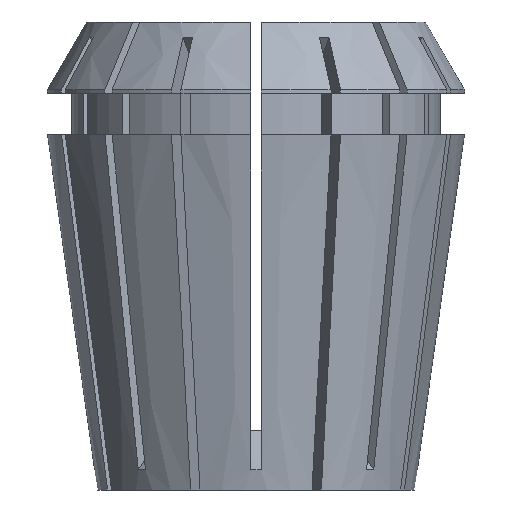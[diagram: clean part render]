
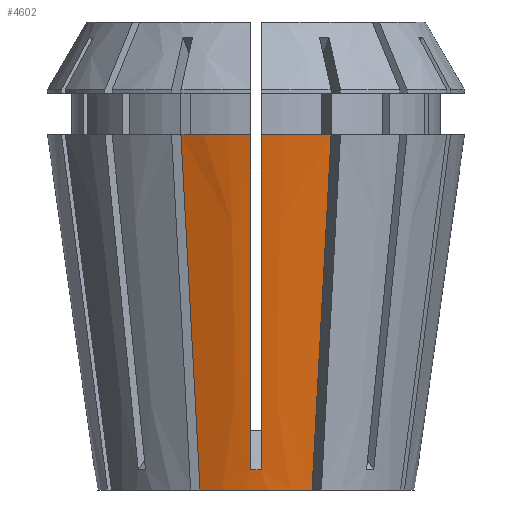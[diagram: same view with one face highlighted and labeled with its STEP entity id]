
A CAD part, left-side view. The second image highlights one B-rep face of the part: STEP entity #4602.
In plain terms, the highlighted conical face has half-angle 8 degrees and reference radius 15.595 mm.
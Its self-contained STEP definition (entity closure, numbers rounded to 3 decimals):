
#29 = CARTESIAN_POINT ( 'NONE',  ( -17.615, 6.755, 23.267 ) ) ;
#81 = DIRECTION ( 'NONE',  ( 0., 0., -1. ) ) ;
#83 = B_SPLINE_CURVE_WITH_KNOTS ( 'NONE', 3,
 ( #2251, #2270, #5147, #4385, #3196, #269, #3954, #1496, #2712, #3990 ),
 .UNSPECIFIED., .F., .F.,
 ( 4, 3, 3, 4 ),
 ( 0.074, 0.077, 0.105, 0.108 ),
 .UNSPECIFIED. ) ;
#84 = EDGE_LOOP ( 'NONE', ( #3419, #800, #1679, #2237, #2678, #734, #4826, #3538 ) ) ;
#131 = CARTESIAN_POINT ( 'NONE',  ( -14.592, -5.503, 0. ) ) ;
#190 = DIRECTION ( 'NONE',  ( 0., 0., 1. ) ) ;
#269 = CARTESIAN_POINT ( 'NONE',  ( -17.527, -0.5, 13.792 ) ) ;
#346 = EDGE_CURVE ( 'NONE', #1112, #3841, #3224, .T. ) ;
#396 = CARTESIAN_POINT ( 'NONE',  ( -19.126, 7.381, 34.9 ) ) ;
#483 = DIRECTION ( 'NONE',  ( -1., 0., 0. ) ) ;
#509 = CARTESIAN_POINT ( 'NONE',  ( -19.126, -7.381, 34.9 ) ) ;
#716 = CIRCLE ( 'NONE', #3098, 15.595 ) ;
#734 = ORIENTED_EDGE ( 'NONE', *, *, #4310, .T. ) ;
#738 = CARTESIAN_POINT ( 'NONE',  ( -15.87, 0.5, 2.007 ) ) ;
#756 = EDGE_CURVE ( 'NONE', #3841, #2738, #1047, .T. ) ;
#800 = ORIENTED_EDGE ( 'NONE', *, *, #3950, .T. ) ;
#1005 = VERTEX_POINT ( 'NONE', #4140 ) ;
#1047 = B_SPLINE_CURVE_WITH_KNOTS ( 'NONE', 3,
 ( #738, #1141, #4812, #1908 ),
 .UNSPECIFIED., .F., .F.,
 ( 4, 4 ),
 ( 0., 0.001 ),
 .UNSPECIFIED. ) ;
#1074 = CIRCLE ( 'NONE', #3847, 20.5 ) ;
#1112 = VERTEX_POINT ( 'NONE', #5066 ) ;
#1141 = CARTESIAN_POINT ( 'NONE',  ( -15.879, 0.167, 1.998 ) ) ;
#1163 = CARTESIAN_POINT ( 'NONE',  ( -15.87, 0.5, 2.007 ) ) ;
#1335 = CARTESIAN_POINT ( 'NONE',  ( -19.126, 7.381, 34.9 ) ) ;
#1400 = CONICAL_SURFACE ( 'NONE', #1863, 15.595, 0.14 ) ;
#1494 = VERTEX_POINT ( 'NONE', #1335 ) ;
#1496 = CARTESIAN_POINT ( 'NONE',  ( -16.094, -0.5, 3.6 ) ) ;
#1510 = CARTESIAN_POINT ( 'NONE',  ( -14.592, 5.503, 0. ) ) ;
#1579 = CARTESIAN_POINT ( 'NONE',  ( -15.87, 0.5, 2.007 ) ) ;
#1592 = CARTESIAN_POINT ( 'NONE',  ( -20.494, 0.5, 34.9 ) ) ;
#1615 = CARTESIAN_POINT ( 'NONE',  ( 0., 0., 34.9 ) ) ;
#1679 = ORIENTED_EDGE ( 'NONE', *, *, #3023, .F. ) ;
#1737 = VERTEX_POINT ( 'NONE', #1510 ) ;
#1750 = CARTESIAN_POINT ( 'NONE',  ( -17.615, -6.755, 23.267 ) ) ;
#1863 = AXIS2_PLACEMENT_3D ( 'NONE', #4974, #190, #2517 ) ;
#1908 = CARTESIAN_POINT ( 'NONE',  ( -15.87, -0.5, 2.007 ) ) ;
#1987 = CARTESIAN_POINT ( 'NONE',  ( -15.982, 0.5, 2.803 ) ) ;
#2027 = AXIS2_PLACEMENT_3D ( 'NONE', #2455, #4122, #3316 ) ;
#2075 = DIRECTION ( 'NONE',  ( -1., 0., 0. ) ) ;
#2106 = EDGE_CURVE ( 'NONE', #3296, #5014, #2350, .T. ) ;
#2237 = ORIENTED_EDGE ( 'NONE', *, *, #2106, .F. ) ;
#2251 = CARTESIAN_POINT ( 'NONE',  ( -20.494, -0.5, 34.9 ) ) ;
#2270 = CARTESIAN_POINT ( 'NONE',  ( -20.386, -0.5, 34.128 ) ) ;
#2350 = B_SPLINE_CURVE_WITH_KNOTS ( 'NONE', 3,
 ( #509, #1750, #3788, #131 ),
 .UNSPECIFIED., .F., .F.,
 ( 4, 4 ),
 ( 0., 0.035 ),
 .UNSPECIFIED. ) ;
#2429 = CARTESIAN_POINT ( 'NONE',  ( -20.169, 0.5, 32.584 ) ) ;
#2455 = CARTESIAN_POINT ( 'NONE',  ( 0., 0., 34.9 ) ) ;
#2488 = FACE_OUTER_BOUND ( 'NONE', #84, .T. ) ;
#2517 = DIRECTION ( 'NONE',  ( 1., 0., 0. ) ) ;
#2569 = B_SPLINE_CURVE_WITH_KNOTS ( 'NONE', 3,
 ( #396, #29, #4939, #4113 ),
 .UNSPECIFIED., .F., .F.,
 ( 4, 4 ),
 ( 0., 0.035 ),
 .UNSPECIFIED. ) ;
#2678 = ORIENTED_EDGE ( 'NONE', *, *, #5223, .T. ) ;
#2712 = CARTESIAN_POINT ( 'NONE',  ( -15.982, -0.5, 2.803 ) ) ;
#2738 = VERTEX_POINT ( 'NONE', #5184 ) ;
#2798 = CARTESIAN_POINT ( 'NONE',  ( -16.206, 0.5, 4.396 ) ) ;
#2895 = CARTESIAN_POINT ( 'NONE',  ( 0., 0., 0. ) ) ;
#3023 = EDGE_CURVE ( 'NONE', #5014, #1737, #716, .T. ) ;
#3098 = AXIS2_PLACEMENT_3D ( 'NONE', #2895, #81, #483 ) ;
#3173 = CARTESIAN_POINT ( 'NONE',  ( -17.527, 0.5, 13.792 ) ) ;
#3196 = CARTESIAN_POINT ( 'NONE',  ( -18.848, -0.5, 23.188 ) ) ;
#3213 = CARTESIAN_POINT ( 'NONE',  ( -16.094, 0.5, 3.6 ) ) ;
#3224 = B_SPLINE_CURVE_WITH_KNOTS ( 'NONE', 3,
 ( #1592, #3246, #4867, #2429, #4059, #3173, #2798, #3213, #1987, #1579 ),
 .UNSPECIFIED., .F., .F.,
 ( 4, 3, 3, 4 ),
 ( 0.074, 0.077, 0.105, 0.108 ),
 .UNSPECIFIED. ) ;
#3246 = CARTESIAN_POINT ( 'NONE',  ( -20.386, 0.5, 34.128 ) ) ;
#3296 = VERTEX_POINT ( 'NONE', #5247 ) ;
#3316 = DIRECTION ( 'NONE',  ( -1., 0., 0. ) ) ;
#3419 = ORIENTED_EDGE ( 'NONE', *, *, #4737, .T. ) ;
#3538 = ORIENTED_EDGE ( 'NONE', *, *, #346, .F. ) ;
#3639 = CIRCLE ( 'NONE', #2027, 20.5 ) ;
#3714 = DIRECTION ( 'NONE',  ( 0., 0., -1. ) ) ;
#3788 = CARTESIAN_POINT ( 'NONE',  ( -16.104, -6.129, 11.633 ) ) ;
#3841 = VERTEX_POINT ( 'NONE', #1163 ) ;
#3847 = AXIS2_PLACEMENT_3D ( 'NONE', #1615, #3714, #2075 ) ;
#3950 = EDGE_CURVE ( 'NONE', #1494, #1737, #2569, .T. ) ;
#3954 = CARTESIAN_POINT ( 'NONE',  ( -16.206, -0.5, 4.396 ) ) ;
#3980 = CARTESIAN_POINT ( 'NONE',  ( -14.592, -5.503, 0. ) ) ;
#3990 = CARTESIAN_POINT ( 'NONE',  ( -15.87, -0.5, 2.007 ) ) ;
#4059 = CARTESIAN_POINT ( 'NONE',  ( -18.848, 0.5, 23.188 ) ) ;
#4113 = CARTESIAN_POINT ( 'NONE',  ( -14.592, 5.503, 0. ) ) ;
#4122 = DIRECTION ( 'NONE',  ( 0., 0., -1. ) ) ;
#4140 = CARTESIAN_POINT ( 'NONE',  ( -20.494, -0.5, 34.9 ) ) ;
#4310 = EDGE_CURVE ( 'NONE', #1005, #2738, #83, .T. ) ;
#4385 = CARTESIAN_POINT ( 'NONE',  ( -20.169, -0.5, 32.584 ) ) ;
#4602 = ADVANCED_FACE ( 'NONE', ( #2488 ), #1400, .T. ) ;
#4737 = EDGE_CURVE ( 'NONE', #1112, #1494, #3639, .T. ) ;
#4812 = CARTESIAN_POINT ( 'NONE',  ( -15.879, -0.167, 1.998 ) ) ;
#4826 = ORIENTED_EDGE ( 'NONE', *, *, #756, .F. ) ;
#4867 = CARTESIAN_POINT ( 'NONE',  ( -20.277, 0.5, 33.356 ) ) ;
#4939 = CARTESIAN_POINT ( 'NONE',  ( -16.104, 6.129, 11.633 ) ) ;
#4974 = CARTESIAN_POINT ( 'NONE',  ( 0., 0., 0. ) ) ;
#5014 = VERTEX_POINT ( 'NONE', #3980 ) ;
#5066 = CARTESIAN_POINT ( 'NONE',  ( -20.494, 0.5, 34.9 ) ) ;
#5147 = CARTESIAN_POINT ( 'NONE',  ( -20.277, -0.5, 33.356 ) ) ;
#5184 = CARTESIAN_POINT ( 'NONE',  ( -15.87, -0.5, 2.007 ) ) ;
#5223 = EDGE_CURVE ( 'NONE', #3296, #1005, #1074, .T. ) ;
#5247 = CARTESIAN_POINT ( 'NONE',  ( -19.126, -7.381, 34.9 ) ) ;
